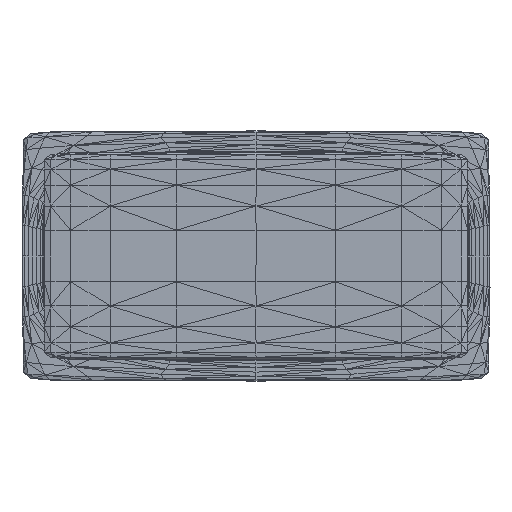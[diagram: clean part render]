
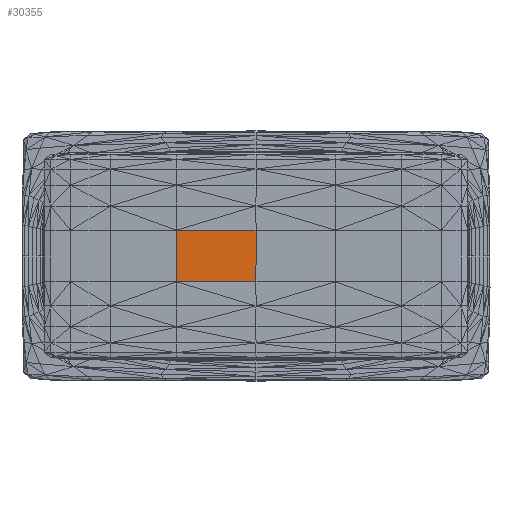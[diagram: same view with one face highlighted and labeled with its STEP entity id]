
A CAD part, front view. The second image highlights one B-rep face of the part: STEP entity #30355.
In plain terms, the highlighted planar face has unit normal (0, -1, 0).
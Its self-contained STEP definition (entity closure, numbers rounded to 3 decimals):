
#710 = CARTESIAN_POINT ( 'NONE',  ( 0., 0.003, 0. ) ) ;
#1387 = DIRECTION ( 'NONE',  ( 0., -1., 0. ) ) ;
#2591 = EDGE_LOOP ( 'NONE', ( #16530, #13242, #28966, #36925 ) ) ;
#3607 = DIRECTION ( 'NONE',  ( 0., 0., 1. ) ) ;
#6868 = AXIS2_PLACEMENT_3D ( 'NONE', #7138, #1387, #30120 ) ;
#7138 = CARTESIAN_POINT ( 'NONE',  ( -75.479, 0.009, 53.932 ) ) ;
#7807 = CARTESIAN_POINT ( 'NONE',  ( -43.094, 0.006, -13.975 ) ) ;
#8427 = VERTEX_POINT ( 'NONE', #7807 ) ;
#9186 = DIRECTION ( 'NONE',  ( 1., 0., 0. ) ) ;
#9998 = PLANE ( 'NONE',  #6868 ) ;
#10374 = VERTEX_POINT ( 'NONE', #28669 ) ;
#10380 = CARTESIAN_POINT ( 'NONE',  ( -43.094, 0.006, 0. ) ) ;
#12058 = VERTEX_POINT ( 'NONE', #29458 ) ;
#13242 = ORIENTED_EDGE ( 'NONE', *, *, #20409, .T. ) ;
#14932 = VECTOR ( 'NONE', #18947, 1000. ) ;
#16530 = ORIENTED_EDGE ( 'NONE', *, *, #26121, .T. ) ;
#16560 = CARTESIAN_POINT ( 'NONE',  ( -43.094, 0.006, 13.975 ) ) ;
#16773 = EDGE_CURVE ( 'NONE', #8427, #12058, #21769, .T. ) ;
#18947 = DIRECTION ( 'NONE',  ( 0., 0., -1. ) ) ;
#20409 = EDGE_CURVE ( 'NONE', #10374, #23825, #27276, .T. ) ;
#20463 = LINE ( 'NONE', #710, #34784 ) ;
#21056 = FACE_OUTER_BOUND ( 'NONE', #2591, .T. ) ;
#21769 = LINE ( 'NONE', #32058, #35171 ) ;
#22541 = EDGE_CURVE ( 'NONE', #23825, #8427, #36036, .T. ) ;
#23825 = VERTEX_POINT ( 'NONE', #16560 ) ;
#26121 = EDGE_CURVE ( 'NONE', #12058, #10374, #20463, .T. ) ;
#27276 = LINE ( 'NONE', #28434, #33982 ) ;
#28434 = CARTESIAN_POINT ( 'NONE',  ( -21.547, 0.005, 13.975 ) ) ;
#28669 = CARTESIAN_POINT ( 'NONE',  ( 0., 0.003, 13.975 ) ) ;
#28966 = ORIENTED_EDGE ( 'NONE', *, *, #22541, .T. ) ;
#29458 = CARTESIAN_POINT ( 'NONE',  ( 0., 0.003, -13.975 ) ) ;
#30120 = DIRECTION ( 'NONE',  ( 0., 0., -1. ) ) ;
#30355 = ADVANCED_FACE ( 'NONE', ( #21056 ), #9998, .T. ) ;
#32058 = CARTESIAN_POINT ( 'NONE',  ( -21.547, 0.005, -13.975 ) ) ;
#33982 = VECTOR ( 'NONE', #37064, 1000. ) ;
#34784 = VECTOR ( 'NONE', #3607, 1000. ) ;
#35171 = VECTOR ( 'NONE', #9186, 1000. ) ;
#36036 = LINE ( 'NONE', #10380, #14932 ) ;
#36925 = ORIENTED_EDGE ( 'NONE', *, *, #16773, .T. ) ;
#37064 = DIRECTION ( 'NONE',  ( -1., 0., 0. ) ) ;
